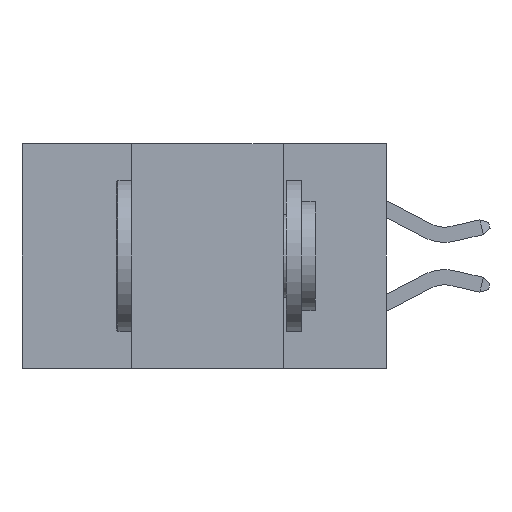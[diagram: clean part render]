
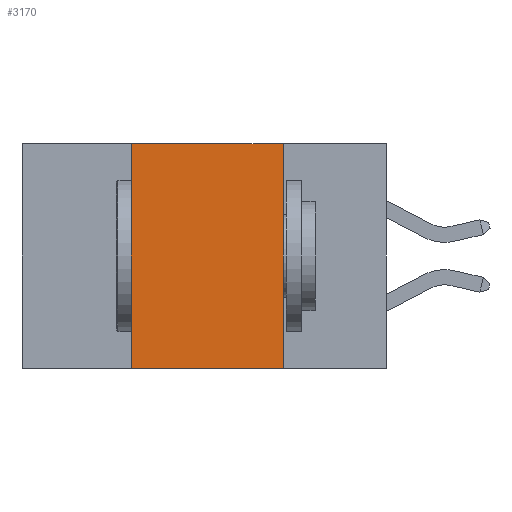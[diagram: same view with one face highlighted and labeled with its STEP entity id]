
A CAD part, left-side view. The second image highlights one B-rep face of the part: STEP entity #3170.
In plain terms, the highlighted planar face has unit normal (-1, 0, 0).
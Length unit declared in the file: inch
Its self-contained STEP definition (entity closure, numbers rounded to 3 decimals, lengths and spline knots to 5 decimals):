
#155 = DIRECTION ( 'NONE',  ( 0., 0., -1. ) ) ;
#891 = EDGE_CURVE ( 'NONE', #8677, #2597, #17943, .T. ) ;
#1135 = DIRECTION ( 'NONE',  ( 0., 0., -1. ) ) ;
#1885 = DIRECTION ( 'NONE',  ( 1., 0., 0. ) ) ;
#2448 = CARTESIAN_POINT ( 'NONE',  ( 0., 0.42, 0. ) ) ;
#2597 = VERTEX_POINT ( 'NONE', #3009 ) ;
#3009 = CARTESIAN_POINT ( 'NONE',  ( 0., 0.17, 0. ) ) ;
#3170 = ADVANCED_FACE ( 'NONE', ( #13106 ), #17844, .F. ) ;
#4828 = CARTESIAN_POINT ( 'NONE',  ( 0., 0.6, 0. ) ) ;
#5015 = VERTEX_POINT ( 'NONE', #15695 ) ;
#5187 = VECTOR ( 'NONE', #155, 39.37008 ) ;
#6773 = CARTESIAN_POINT ( 'NONE',  ( 0., 0.42, -0.37 ) ) ;
#7605 = AXIS2_PLACEMENT_3D ( 'NONE', #4828, #1885, #1135 ) ;
#8677 = VERTEX_POINT ( 'NONE', #13559 ) ;
#9427 = VECTOR ( 'NONE', #17646, 39.37008 ) ;
#9988 = EDGE_LOOP ( 'NONE', ( #21784, #20693, #15836, #20258 ) ) ;
#11410 = EDGE_CURVE ( 'NONE', #2597, #5015, #19322, .T. ) ;
#11674 = CARTESIAN_POINT ( 'NONE',  ( 0., 0.6, -0.37 ) ) ;
#11893 = LINE ( 'NONE', #2448, #15917 ) ;
#12286 = LINE ( 'NONE', #11674, #20679 ) ;
#13106 = FACE_OUTER_BOUND ( 'NONE', #9988, .T. ) ;
#13382 = DIRECTION ( 'NONE',  ( 0., -1., 0. ) ) ;
#13559 = CARTESIAN_POINT ( 'NONE',  ( 0., 0.42, 0. ) ) ;
#13865 = CARTESIAN_POINT ( 'NONE',  ( 0., 0.17, 0. ) ) ;
#15536 = EDGE_CURVE ( 'NONE', #16221, #5015, #12286, .T. ) ;
#15695 = CARTESIAN_POINT ( 'NONE',  ( 0., 0.17, -0.37 ) ) ;
#15836 = ORIENTED_EDGE ( 'NONE', *, *, #19561, .F. ) ;
#15917 = VECTOR ( 'NONE', #16144, 39.37008 ) ;
#16144 = DIRECTION ( 'NONE',  ( 0., 0., 1. ) ) ;
#16221 = VERTEX_POINT ( 'NONE', #6773 ) ;
#17646 = DIRECTION ( 'NONE',  ( 0., -1., 0. ) ) ;
#17844 = PLANE ( 'NONE',  #7605 ) ;
#17943 = LINE ( 'NONE', #19964, #9427 ) ;
#19322 = LINE ( 'NONE', #13865, #5187 ) ;
#19561 = EDGE_CURVE ( 'NONE', #16221, #8677, #11893, .T. ) ;
#19964 = CARTESIAN_POINT ( 'NONE',  ( 0., 0.6, 0. ) ) ;
#20258 = ORIENTED_EDGE ( 'NONE', *, *, #15536, .T. ) ;
#20679 = VECTOR ( 'NONE', #13382, 39.37008 ) ;
#20693 = ORIENTED_EDGE ( 'NONE', *, *, #891, .F. ) ;
#21784 = ORIENTED_EDGE ( 'NONE', *, *, #11410, .F. ) ;
